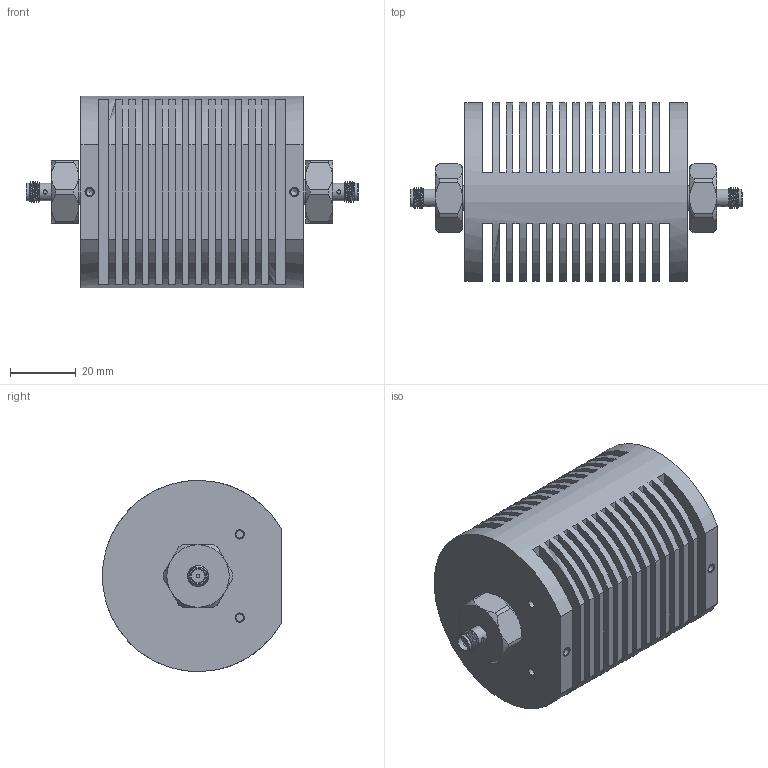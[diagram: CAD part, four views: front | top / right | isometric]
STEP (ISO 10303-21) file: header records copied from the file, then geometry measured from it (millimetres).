
FILE_DESCRIPTION (( 'STEP AP203' ), '1' );
FILE_NAME ('SA18SFSF25W-03_3D.step', '2021-10-14T14:50:24', ( '' ), ( '' ), 'SwSTEP 2.0', 'SolidWorks 2021', '' );
FILE_SCHEMA (( 'CONFIG_CONTROL_DESIGN' ));
Length unit declared in the file: inch
Products named in the file (1): SA18SFSF25W-03_3D
Bounding box: 101.35 x 54.51 x 58.38 mm (x, y, z)
Volume: 129901.8 mm3; surface area: 66722.4 mm2
Topology: 1 solids, 1 shells, 214 faces, 508 edges, 331 vertices
Faces by surface type: plane 133, cylinder 39, cone 36, bspline 6
Full cylindrical faces by diameter (mm): 1.016 x2, 2.261 x6, 2.845 x6, 4.521 x2, 5.334 x4, 7.572 x2
Entity records: 9381 total; most frequent: CARTESIAN_POINT 4529, DIRECTION 998, ORIENTED_EDGE 932, EDGE_CURVE 466, AXIS2_PLACEMENT_3D 401, VERTEX_POINT 320, EDGE_LOOP 288, FACE_OUTER_BOUND 236
